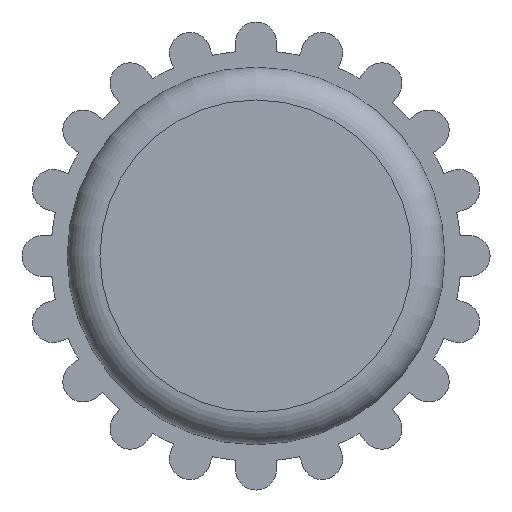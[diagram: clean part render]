
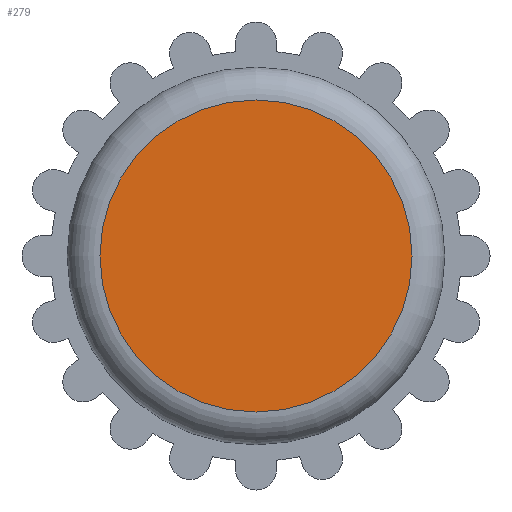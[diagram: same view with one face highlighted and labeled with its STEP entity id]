
A CAD part, front view. The second image highlights one B-rep face of the part: STEP entity #279.
In plain terms, the highlighted planar face has unit normal (0, -1, 0).
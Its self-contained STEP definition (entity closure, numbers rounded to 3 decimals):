
#279 = ADVANCED_FACE( '', ( #559 ), #560, .F. );
#559 = FACE_OUTER_BOUND( '', #832, .T. );
#560 = PLANE( '', #833 );
#832 = EDGE_LOOP( '', ( #1659 ) );
#833 = AXIS2_PLACEMENT_3D( '', #1660, #1661, #1662 );
#1659 = ORIENTED_EDGE( '', *, *, #1767, .T. );
#1660 = CARTESIAN_POINT( '', ( 9.5, 0., 0. ) );
#1661 = DIRECTION( '', ( 0., 1., 0. ) );
#1662 = DIRECTION( '', ( 0., 0., 1. ) );
#1767 = EDGE_CURVE( '', #2164, #2164, #2165, .T. );
#2164 = VERTEX_POINT( '', #2709 );
#2165 = CIRCLE( '', #2710, 9.5 );
#2709 = CARTESIAN_POINT( '', ( 0., 0., -9.5 ) );
#2710 = AXIS2_PLACEMENT_3D( '', #3276, #3277, #3278 );
#3276 = CARTESIAN_POINT( '', ( 0., 0., 0. ) );
#3277 = DIRECTION( '', ( 0., -1., 0. ) );
#3278 = DIRECTION( '', ( 0., 0., -1. ) );
